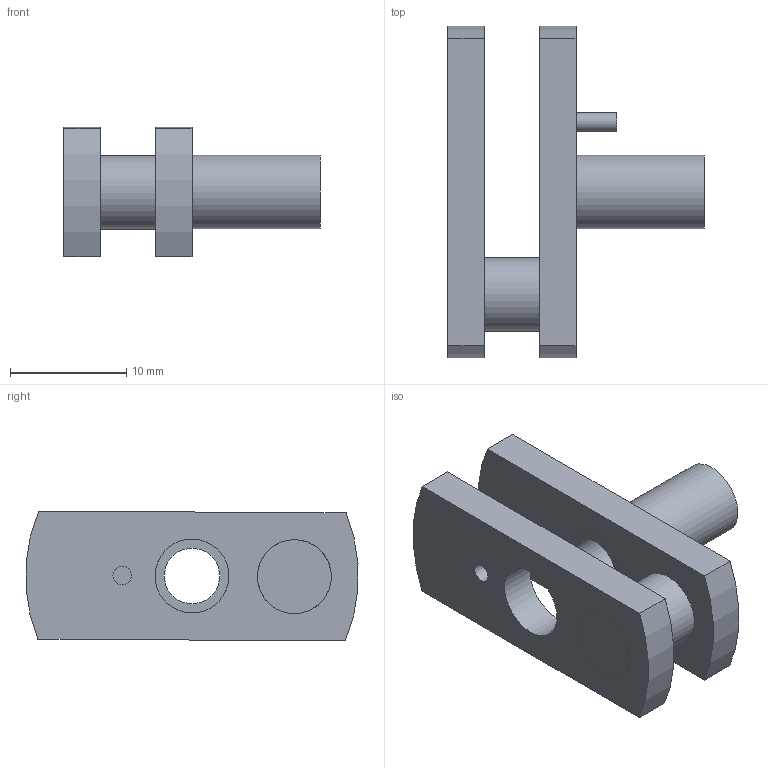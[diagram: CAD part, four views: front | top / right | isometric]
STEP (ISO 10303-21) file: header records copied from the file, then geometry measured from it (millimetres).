
FILE_DESCRIPTION(/* description */ ('Unknown'),/* implementation_level */ '2;1');
FILE_NAME(/* name */ 'Axle (long)',/* time_stamp */ '2020-05-03T11:45:29+01:00',/* author */ ('Unknown'),/* organization */ ('Unknown'),/* preprocessor_version */ 'ST-DEVELOPER v16.7',/* originating_system */ 'Solid Edge',/* authorisation */ 'Unknown');
FILE_SCHEMA (('AUTOMOTIVE_DESIGN {1 0 10303 214 3 1 1}'));
Length unit declared in the file: millimetre
Products named in the file (5): Axle (long); Eccentric drive pin; Crank web, large hole; Crank Pin; Split Axle (long)
Assembly tree (5 placements, depth 2):
  Axle (long)
    Eccentric drive pin
    Crank web, large hole  x2
    Crank Pin
    Split Axle (long)
Bounding box: 22 x 28.52 x 11.16 mm (x, y, z)
Volume: 2053.1 mm3; surface area: 2550.6 mm2
Topology: 5 solids, 5 shells, 28 faces, 54 edges, 36 vertices
Faces by surface type: plane 14, cylinder 14
Full cylindrical faces by diameter (mm): 1.587 x3, 4.763 x1, 6.35 x6
Entity records: 603 total; most frequent: DIRECTION 94, CARTESIAN_POINT 73, ORIENTED_EDGE 52, AXIS2_PLACEMENT_3D 43, EDGE_LOOP 34, FACE_BOUND 34, EDGE_CURVE 26, VERTEX_POINT 22
